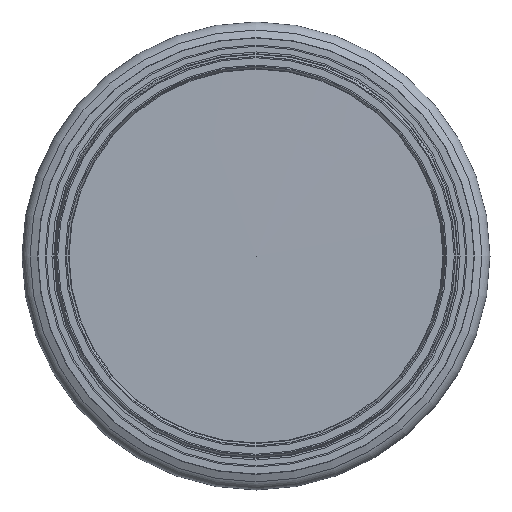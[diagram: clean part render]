
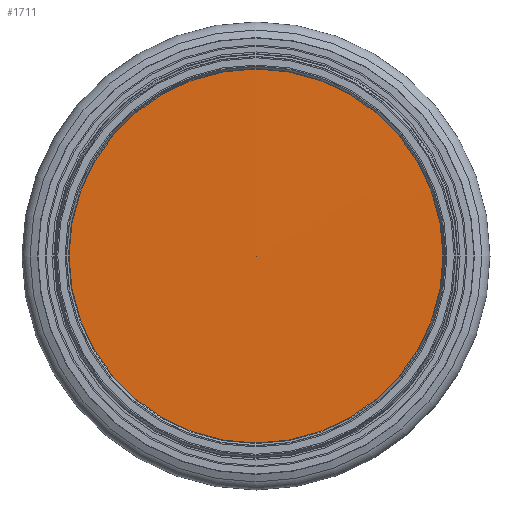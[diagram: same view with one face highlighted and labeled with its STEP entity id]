
A CAD part, front view. The second image highlights one B-rep face of the part: STEP entity #1711.
In plain terms, the highlighted conical face has half-angle 89.834 degrees and reference radius 0.215 mm.
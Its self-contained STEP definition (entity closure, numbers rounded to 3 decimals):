
#66 = AXIS2_PLACEMENT_3D ( 'NONE', #740, #586, #304 ) ;
#105 = VERTEX_POINT ( 'NONE', #1316 ) ;
#109 = EDGE_CURVE ( 'NONE', #105, #105, #439, .T. ) ;
#282 = ORIENTED_EDGE ( 'NONE', *, *, #109, .F. ) ;
#304 = DIRECTION ( 'NONE',  ( 0., 0., 1. ) ) ;
#340 = AXIS2_PLACEMENT_3D ( 'NONE', #1932, #1604, #1625 ) ;
#439 = CIRCLE ( 'NONE', #66, 199.763 ) ;
#586 = DIRECTION ( 'NONE',  ( 0., 1., 0. ) ) ;
#740 = CARTESIAN_POINT ( 'NONE',  ( 0., 0., 0. ) ) ;
#1041 = CONICAL_SURFACE ( 'NONE', #340, 0.215, 1.568 ) ;
#1316 = CARTESIAN_POINT ( 'NONE',  ( 0., 0., 199.763 ) ) ;
#1380 = EDGE_LOOP ( 'NONE', ( #282 ) ) ;
#1599 = FACE_OUTER_BOUND ( 'NONE', #1380, .T. ) ;
#1604 = DIRECTION ( 'NONE',  ( 0., 1., 0. ) ) ;
#1625 = DIRECTION ( 'NONE',  ( 0., 0., 1. ) ) ;
#1711 = ADVANCED_FACE ( 'NONE', ( #1599 ), #1041, .T. ) ;
#1932 = CARTESIAN_POINT ( 'NONE',  ( 0., -0.577, 0. ) ) ;
